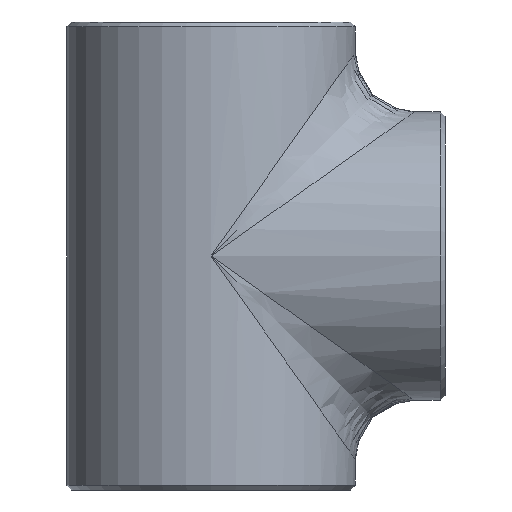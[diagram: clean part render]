
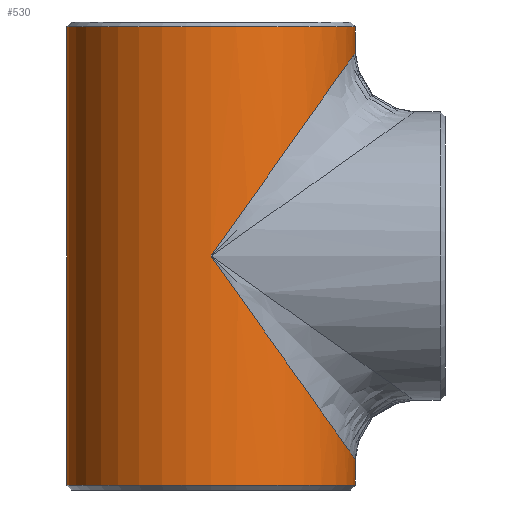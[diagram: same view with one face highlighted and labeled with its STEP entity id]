
A CAD part, front view. The second image highlights one B-rep face of the part: STEP entity #530.
In plain terms, the highlighted cylindrical face has radius 109.55 mm (diameter 219.1 mm), a partial arc.
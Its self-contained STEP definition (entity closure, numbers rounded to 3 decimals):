
#36 = CARTESIAN_POINT ( 'NONE',  ( 0., -109.55, 0. ) ) ;
#86 = CARTESIAN_POINT ( 'NONE',  ( 0., -109.55, 0. ) ) ;
#95 = EDGE_CURVE ( 'NONE', #740, #1240, #1015, .T. ) ;
#96 = CARTESIAN_POINT ( 'NONE',  ( 0., -109.55, 0. ) ) ;
#97 = CARTESIAN_POINT ( 'NONE',  ( 109.55, 0., -154.55 ) ) ;
#105 = VERTEX_POINT ( 'NONE', #96 ) ;
#115 = CARTESIAN_POINT ( 'NONE',  ( 109.55, 0., 174.09 ) ) ;
#211 = VERTEX_POINT ( 'NONE', #737 ) ;
#212 = LINE ( 'NONE', #1473, #321 ) ;
#230 = ORIENTED_EDGE ( 'NONE', *, *, #819, .T. ) ;
#254 = EDGE_CURVE ( 'NONE', #105, #1139, #382, .T. ) ;
#265 = CARTESIAN_POINT ( 'NONE',  ( 64.173, -109.55, 90.533 ) ) ;
#280 = EDGE_CURVE ( 'NONE', #1073, #755, #1177, .T. ) ;
#321 = VECTOR ( 'NONE', #897, 1000. ) ;
#322 = CARTESIAN_POINT ( 'NONE',  ( 109.55, -64.173, -154.55 ) ) ;
#337 = DIRECTION ( 'NONE',  ( 0., 0., -1. ) ) ;
#382 =( BOUNDED_CURVE ( )  B_SPLINE_CURVE ( 3, ( #36, #265, #383, #1309 ),
 .UNSPECIFIED., .F., .T. ) 
 B_SPLINE_CURVE_WITH_KNOTS ( ( 4, 4 ),
 ( 1.571, 3.142 ),
 .UNSPECIFIED. ) 
 CURVE ( )  GEOMETRIC_REPRESENTATION_ITEM ( )  RATIONAL_B_SPLINE_CURVE ( ( 1., 0.805, 0.805, 1. ) ) 
 REPRESENTATION_ITEM ( '' )  );
#383 = CARTESIAN_POINT ( 'NONE',  ( 109.55, -64.173, 154.55 ) ) ;
#391 = VECTOR ( 'NONE', #1237, 1000. ) ;
#413 = ORIENTED_EDGE ( 'NONE', *, *, #254, .T. ) ;
#418 = DIRECTION ( 'NONE',  ( 0., 0., -1. ) ) ;
#452 = CARTESIAN_POINT ( 'NONE',  ( 109.55, 0., -174.09 ) ) ;
#460 = ORIENTED_EDGE ( 'NONE', *, *, #95, .T. ) ;
#461 = CARTESIAN_POINT ( 'NONE',  ( -109.55, 0., 177.8 ) ) ;
#469 = AXIS2_PLACEMENT_3D ( 'NONE', #1440, #418, #527 ) ;
#470 = AXIS2_PLACEMENT_3D ( 'NONE', #1409, #730, #1416 ) ;
#478 = CARTESIAN_POINT ( 'NONE',  ( 0., 0., 174.09 ) ) ;
#487 = EDGE_CURVE ( 'NONE', #211, #755, #768, .T. ) ;
#527 = DIRECTION ( 'NONE',  ( -1., 0., 0. ) ) ;
#530 = ADVANCED_FACE ( 'NONE', ( #766 ), #1208, .T. ) ;
#689 = DIRECTION ( 'NONE',  ( 1., 0., 0. ) ) ;
#728 = EDGE_CURVE ( 'NONE', #740, #1139, #212, .T. ) ;
#730 = DIRECTION ( 'NONE',  ( 0., 0., 1. ) ) ;
#737 = CARTESIAN_POINT ( 'NONE',  ( 109.55, 0., -154.55 ) ) ;
#740 = VERTEX_POINT ( 'NONE', #115 ) ;
#754 = EDGE_CURVE ( 'NONE', #211, #105, #1463, .T. ) ;
#755 = VERTEX_POINT ( 'NONE', #452 ) ;
#766 = FACE_OUTER_BOUND ( 'NONE', #893, .T. ) ;
#768 = LINE ( 'NONE', #1013, #1465 ) ;
#819 = EDGE_CURVE ( 'NONE', #1240, #1073, #1035, .T. ) ;
#893 = EDGE_LOOP ( 'NONE', ( #1093, #460, #230, #997, #1385, #907, #413 ) ) ;
#897 = DIRECTION ( 'NONE',  ( 0., 0., -1. ) ) ;
#907 = ORIENTED_EDGE ( 'NONE', *, *, #754, .T. ) ;
#945 = AXIS2_PLACEMENT_3D ( 'NONE', #478, #337, #689 ) ;
#973 = CARTESIAN_POINT ( 'NONE',  ( -109.55, 0., -174.09 ) ) ;
#997 = ORIENTED_EDGE ( 'NONE', *, *, #280, .T. ) ;
#1013 = CARTESIAN_POINT ( 'NONE',  ( 109.55, 0., 177.8 ) ) ;
#1015 = CIRCLE ( 'NONE', #945, 109.55 ) ;
#1035 = LINE ( 'NONE', #461, #391 ) ;
#1073 = VERTEX_POINT ( 'NONE', #973 ) ;
#1093 = ORIENTED_EDGE ( 'NONE', *, *, #728, .F. ) ;
#1111 = CARTESIAN_POINT ( 'NONE',  ( 64.173, -109.55, -90.533 ) ) ;
#1122 = DIRECTION ( 'NONE',  ( 0., 0., -1. ) ) ;
#1139 = VERTEX_POINT ( 'NONE', #1162 ) ;
#1162 = CARTESIAN_POINT ( 'NONE',  ( 109.55, 0., 154.55 ) ) ;
#1177 = CIRCLE ( 'NONE', #470, 109.55 ) ;
#1208 = CYLINDRICAL_SURFACE ( 'NONE', #469, 109.55 ) ;
#1237 = DIRECTION ( 'NONE',  ( 0., 0., -1. ) ) ;
#1240 = VERTEX_POINT ( 'NONE', #1431 ) ;
#1309 = CARTESIAN_POINT ( 'NONE',  ( 109.55, 0., 154.55 ) ) ;
#1385 = ORIENTED_EDGE ( 'NONE', *, *, #487, .F. ) ;
#1409 = CARTESIAN_POINT ( 'NONE',  ( 0., 0., -174.09 ) ) ;
#1416 = DIRECTION ( 'NONE',  ( 1., 0., 0. ) ) ;
#1431 = CARTESIAN_POINT ( 'NONE',  ( -109.55, 0., 174.09 ) ) ;
#1440 = CARTESIAN_POINT ( 'NONE',  ( 0., 0., 177.8 ) ) ;
#1463 =( BOUNDED_CURVE ( )  B_SPLINE_CURVE ( 3, ( #97, #322, #1111, #86 ),
 .UNSPECIFIED., .F., .T. ) 
 B_SPLINE_CURVE_WITH_KNOTS ( ( 4, 4 ),
 ( 3.142, 4.712 ),
 .UNSPECIFIED. ) 
 CURVE ( )  GEOMETRIC_REPRESENTATION_ITEM ( )  RATIONAL_B_SPLINE_CURVE ( ( 1., 0.805, 0.805, 1. ) ) 
 REPRESENTATION_ITEM ( '' )  );
#1465 = VECTOR ( 'NONE', #1122, 1000. ) ;
#1473 = CARTESIAN_POINT ( 'NONE',  ( 109.55, 0., 177.8 ) ) ;
